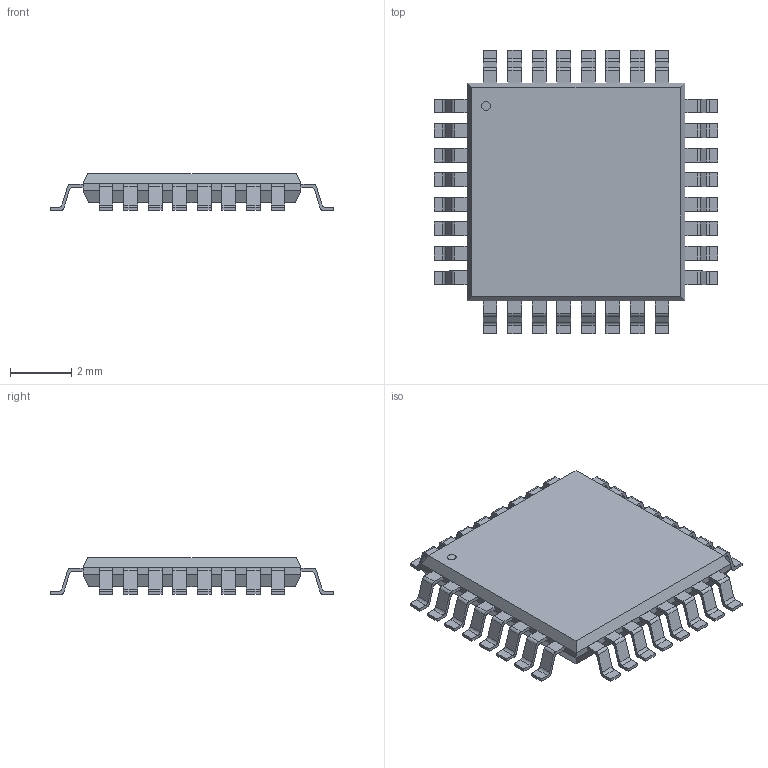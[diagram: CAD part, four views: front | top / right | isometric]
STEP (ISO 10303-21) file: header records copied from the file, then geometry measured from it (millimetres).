
FILE_DESCRIPTION(('FreeCAD Model'),'2;1');
FILE_NAME('Atmega16m1.step','2018-01-04T01:43:02',( 'kicad StepUp'),('ksu MCAD'),'Open CASCADE STEP processor 6.8', 'FreeCAD','Unknown');
FILE_SCHEMA(('AUTOMOTIVE_DESIGN_CC2 { 1 2 10303 214 -1 1 5 4 }'));
Length unit declared in the file: millimetre
Products named in the file (1): Atmega16m1
Bounding box: 9.25 x 9.25 x 1.2 mm (x, y, z)
Volume: 2.3 mm3; surface area: 179.1 mm2
Topology: 33 solids, 47 shells, 465 faces, 1211 edges, 826 vertices
Faces by surface type: plane 336, cylinder 129
Full cylindrical faces by diameter (mm): 0.284 x1
Entity records: 17419 total; most frequent: CARTESIAN_POINT 2504, DIRECTION 2400, ORIENTED_EDGE 2366, EDGE_CURVE 1211, LINE 952, VECTOR 952, VERTEX_POINT 826, AXIS2_PLACEMENT_3D 724
